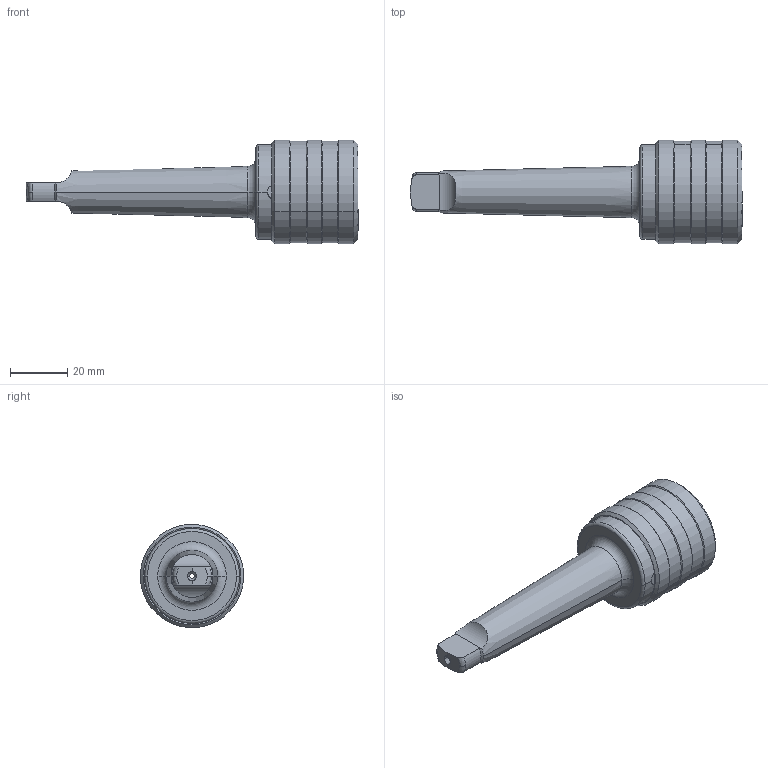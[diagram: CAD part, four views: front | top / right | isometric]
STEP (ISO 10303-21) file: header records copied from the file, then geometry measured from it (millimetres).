
FILE_DESCRIPTION (( 'STEP AP203' ), '1' );
FILE_NAME ('152-S2514-2-01.STEP', '2019-04-16T07:12:29', ( 'Acer' ), ( '' ), 'SwSTEP 2.0', 'SolidWorks 2018', '' );
FILE_SCHEMA (( 'CONFIG_CONTROL_DESIGN' ));
Length unit declared in the file: millimetre
Products named in the file (1): 152-S2514-2-01
Bounding box: 115.5 x 35.97 x 35.97 mm (x, y, z)
Surface area: 17591 mm2 (no closed solid volume)
Topology: 0 solids, 8 shells, 112 faces, 355 edges, 240 vertices
Faces by surface type: cylinder 36, plane 29, cone 25, torus 16, bspline 4, sphere 2
Entity records: 4647 total; most frequent: CARTESIAN_POINT 1582, DIRECTION 630, ORIENTED_EDGE 581, EDGE_CURVE 350, AXIS2_PLACEMENT_3D 249, VERTEX_POINT 237, CIRCLE 140, VECTOR 132
